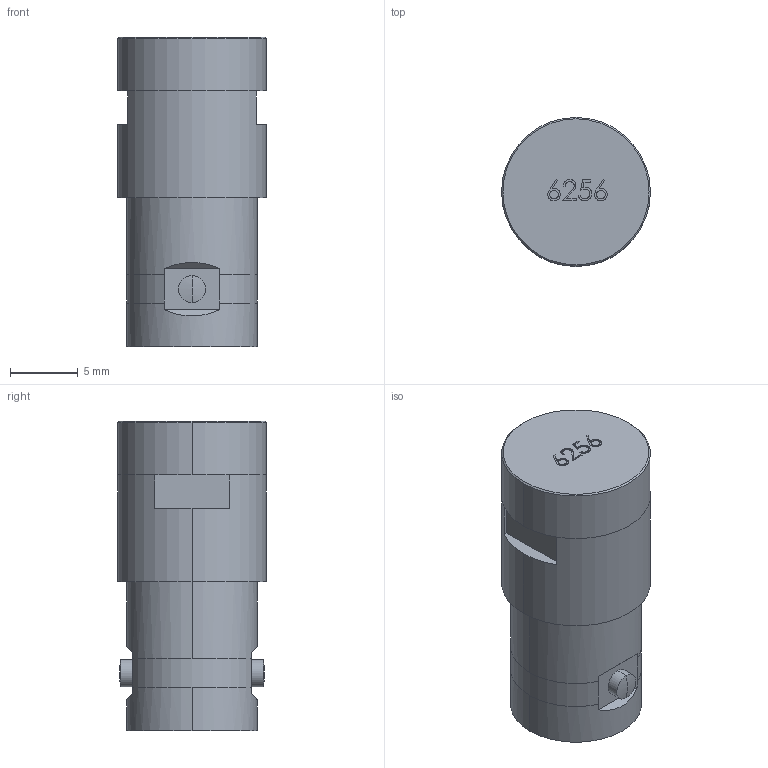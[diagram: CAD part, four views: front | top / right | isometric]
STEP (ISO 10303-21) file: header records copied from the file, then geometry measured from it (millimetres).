
FILE_DESCRIPTION (( 'STEP AP203' ), '1' );
FILE_NAME ('FMTR6256_3D.STEP', '2022-06-22T10:58:36', ( '' ), ( '' ), 'SwSTEP 2.0', 'SolidWorks 2021', '' );
FILE_SCHEMA (( 'CONFIG_CONTROL_DESIGN' ));
Length unit declared in the file: millimetre
Products named in the file (1): FMTR6256_3D
Bounding box: 11 x 11 x 22.85 mm (x, y, z)
Volume: 1906.7 mm3; surface area: 964.3 mm2
Topology: 1 solids, 1 shells, 96 faces, 245 edges, 160 vertices
Faces by surface type: plane 43, bspline 32, cylinder 15, sphere 4, cone 2
Entity records: 4754 total; most frequent: CARTESIAN_POINT 2546, ORIENTED_EDGE 490, DIRECTION 347, EDGE_CURVE 245, VERTEX_POINT 160, VECTOR 137, LINE 137, AXIS2_PLACEMENT_3D 105
